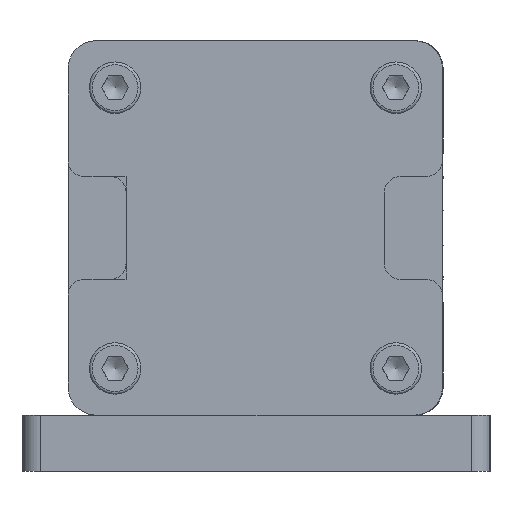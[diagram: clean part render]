
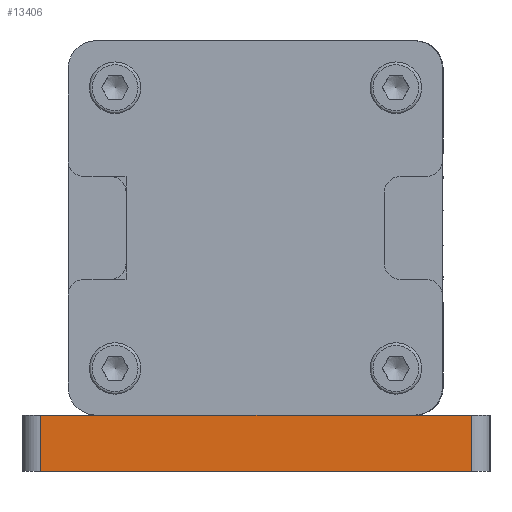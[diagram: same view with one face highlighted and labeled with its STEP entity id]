
A CAD part, left-side view. The second image highlights one B-rep face of the part: STEP entity #13406.
In plain terms, the highlighted planar face has unit normal (-1, 0, 0).
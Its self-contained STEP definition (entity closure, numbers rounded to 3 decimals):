
#718=PLANE('',#14767);
#1525=FACE_OUTER_BOUND('',#2373,.T.);
#2373=EDGE_LOOP('',(#12368,#12369,#12370,#12371));
#3545=LINE('',#25756,#4693);
#3546=LINE('',#25758,#4694);
#3547=LINE('',#25760,#4695);
#3548=LINE('',#25761,#4696);
#4693=VECTOR('',#18554,1000.);
#4694=VECTOR('',#18555,1000.);
#4695=VECTOR('',#18556,1000.);
#4696=VECTOR('',#18557,1000.);
#6633=VERTEX_POINT('',#25754);
#6634=VERTEX_POINT('',#25755);
#6635=VERTEX_POINT('',#25757);
#6636=VERTEX_POINT('',#25759);
#8558=EDGE_CURVE('',#6633,#6634,#3545,.T.);
#8559=EDGE_CURVE('',#6633,#6635,#3546,.T.);
#8560=EDGE_CURVE('',#6635,#6636,#3547,.T.);
#8561=EDGE_CURVE('',#6636,#6634,#3548,.T.);
#12368=ORIENTED_EDGE('',*,*,#8558,.F.);
#12369=ORIENTED_EDGE('',*,*,#8559,.T.);
#12370=ORIENTED_EDGE('',*,*,#8560,.T.);
#12371=ORIENTED_EDGE('',*,*,#8561,.T.);
#13406=ADVANCED_FACE('',(#1525),#718,.F.);
#14767=AXIS2_PLACEMENT_3D('',#25753,#18552,#18553);
#18552=DIRECTION('center_axis',(1.,0.,0.));
#18553=DIRECTION('ref_axis',(0.,0.,-1.));
#18554=DIRECTION('',(0.,-1.,0.));
#18555=DIRECTION('',(0.,0.,-1.));
#18556=DIRECTION('',(0.,-1.,0.));
#18557=DIRECTION('',(0.,0.,1.));
#25753=CARTESIAN_POINT('Origin',(-92.,-25.,6.));
#25754=CARTESIAN_POINT('',(-92.,23.,6.));
#25755=CARTESIAN_POINT('',(-92.,-23.,6.));
#25756=CARTESIAN_POINT('',(-92.,-25.,6.));
#25757=CARTESIAN_POINT('',(-92.,23.,0.));
#25758=CARTESIAN_POINT('',(-92.,23.,6.));
#25759=CARTESIAN_POINT('',(-92.,-23.,0.));
#25760=CARTESIAN_POINT('',(-92.,-25.,0.));
#25761=CARTESIAN_POINT('',(-92.,-23.,6.));
